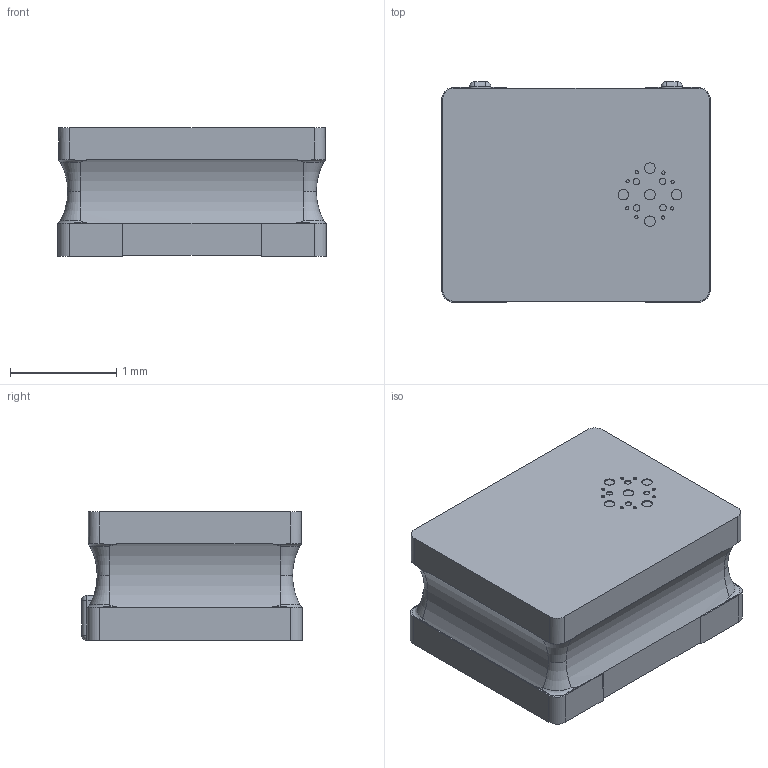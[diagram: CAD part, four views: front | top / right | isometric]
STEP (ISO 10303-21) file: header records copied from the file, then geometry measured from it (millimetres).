
FILE_DESCRIPTION (( 'STEP AP214' ), '1' );
FILE_NAME ('746D35F1-F0C4-43A1-A131-A06BC33AEA95.STEP', '2022-12-21T07:18:24', ( '' ), ( '' ), 'SwSTEP 2.0', 'SolidWorks 2022', '' );
FILE_SCHEMA (( 'AUTOMOTIVE_DESIGN' ));
Length unit declared in the file: millimetre
Products named in the file (1): 746D35F1-F0C4-43A1-A131-A06BC33AEA95
Bounding box: 2.52 x 2.07 x 1.21 mm (x, y, z)
Volume: 5.7 mm3; surface area: 21 mm2
Topology: 1 solids, 1 shells, 160 faces, 393 edges, 244 vertices
Faces by surface type: cylinder 71, plane 61, torus 20, sphere 8
Entity records: 5935 total; most frequent: CARTESIAN_POINT 1048, DIRECTION 814, ORIENTED_EDGE 770, EDGE_CURVE 385, AXIS2_PLACEMENT_3D 326, VERTEX_POINT 244, EDGE_LOOP 177, CIRCLE 165
